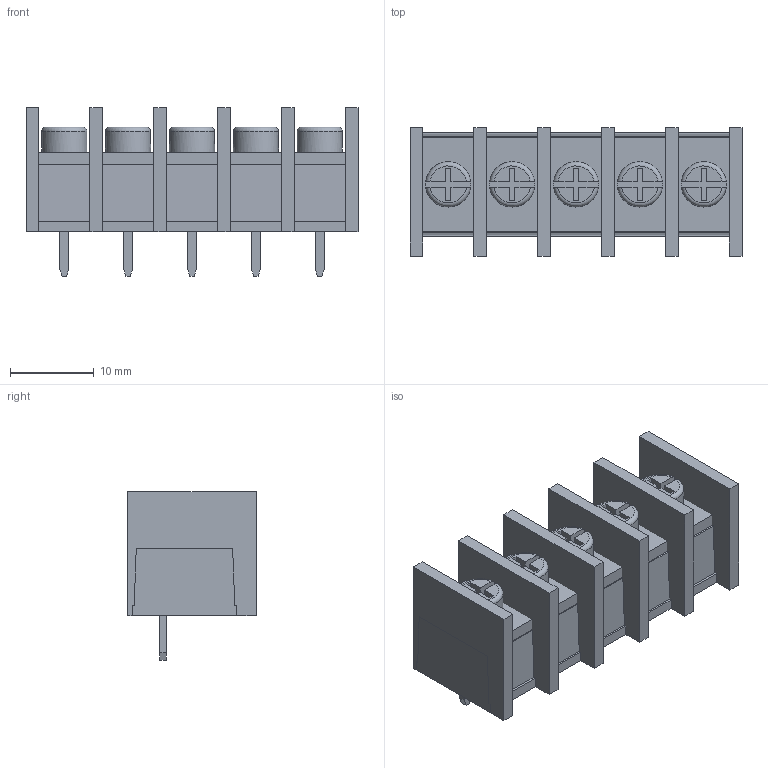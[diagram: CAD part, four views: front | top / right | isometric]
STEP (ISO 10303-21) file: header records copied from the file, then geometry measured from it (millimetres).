
FILE_DESCRIPTION(/* description */ (''),/* implementation_level */ '2;1');
FILE_NAME(/* name */ 'X977B05-7.62.step',/* time_stamp */ '2022-11-13T13:11:29+02:00',/* author */ (''),/* organization */ (''),/* preprocessor_version */ 'ST-DEVELOPER v19.2',/* originating_system */ 'Autodesk Translation Framework v11.17.0.187',/* authorisation */ '');
FILE_SCHEMA (('AUTOMOTIVE_DESIGN { 1 0 10303 214 3 1 1 }'));
Length unit declared in the file: millimetre
Products named in the file (3): X977B05-7.62; TerminalBody; Contacts
Assembly tree (2 placements, depth 2):
  X977B05-7.62
    TerminalBody
    Contacts
Bounding box: 39.6 x 15.3 x 20.1 mm (x, y, z)
Volume: 5922.3 mm3; surface area: 5192 mm2
Topology: 7 solids, 7 shells, 216 faces, 559 edges, 362 vertices
Faces by surface type: plane 201, torus 10, cylinder 5
Full cylindrical faces by diameter (mm): 5.4 x5
Entity records: 6681 total; most frequent: CARTESIAN_POINT 1322, ORIENTED_EDGE 1118, DIRECTION 1021, EDGE_CURVE 559, LINE 499, VECTOR 499, VERTEX_POINT 362, AXIS2_PLACEMENT_3D 261
